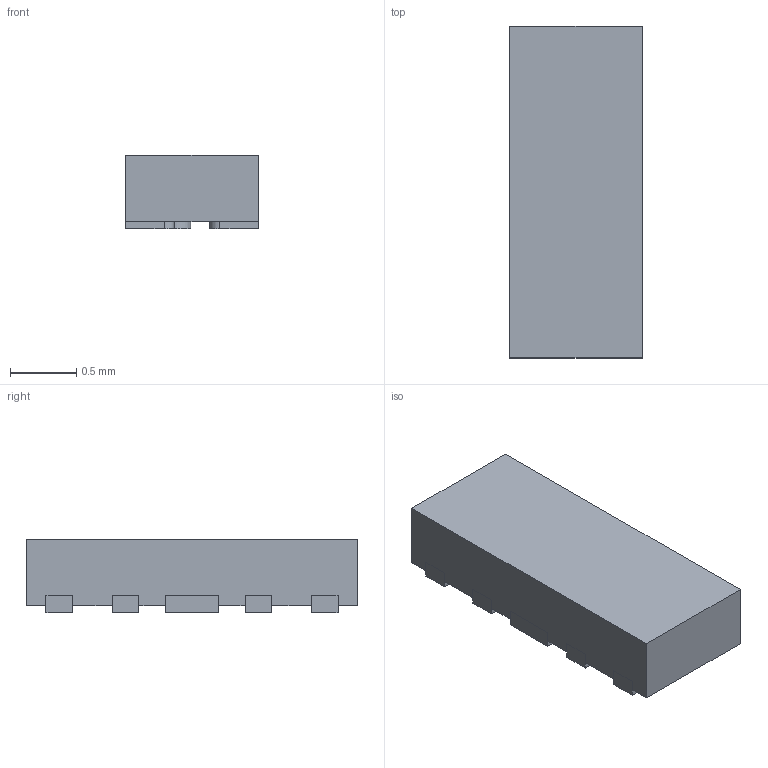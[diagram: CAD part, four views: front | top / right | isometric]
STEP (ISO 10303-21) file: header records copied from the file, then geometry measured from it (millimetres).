
FILE_DESCRIPTION((''),'2;1');
FILE_NAME('DQA0010A_ASM','2017-03-27T',('a0412025'),(''),'CREO PARAMETRIC BY PTC INC, 2016050','CREO PARAMETRIC BY PTC INC, 2016050','');
FILE_SCHEMA(('AUTOMOTIVE_DESIGN { 1 0 10303 214 1 1 1 1 }'));
Length unit declared in the file: millimetre
Products named in the file (4): BODY-SON; FRAME-DQA0010A; PIN1-ID; DQA0010A_ASM
Assembly tree (3 placements, depth 2):
  DQA0010A_ASM
    BODY-SON
    FRAME-DQA0010A
    PIN1-ID
Bounding box: 1 x 2.5 x 0.55 mm (x, y, z)
Volume: 1.3 mm3; surface area: 12.3 mm2
Topology: 11 solids, 11 shells, 138 faces, 348 edges, 232 vertices
Faces by surface type: plane 108, cylinder 30
Entity records: 5747 total; most frequent: CARTESIAN_POINT 732, DIRECTION 698, ORIENTED_EDGE 696, PRESENTATION_STYLE_ASSIGNMENT 369, STYLED_ITEM 359, CURVE_STYLE 348, EDGE_CURVE 348, VECTOR 288
